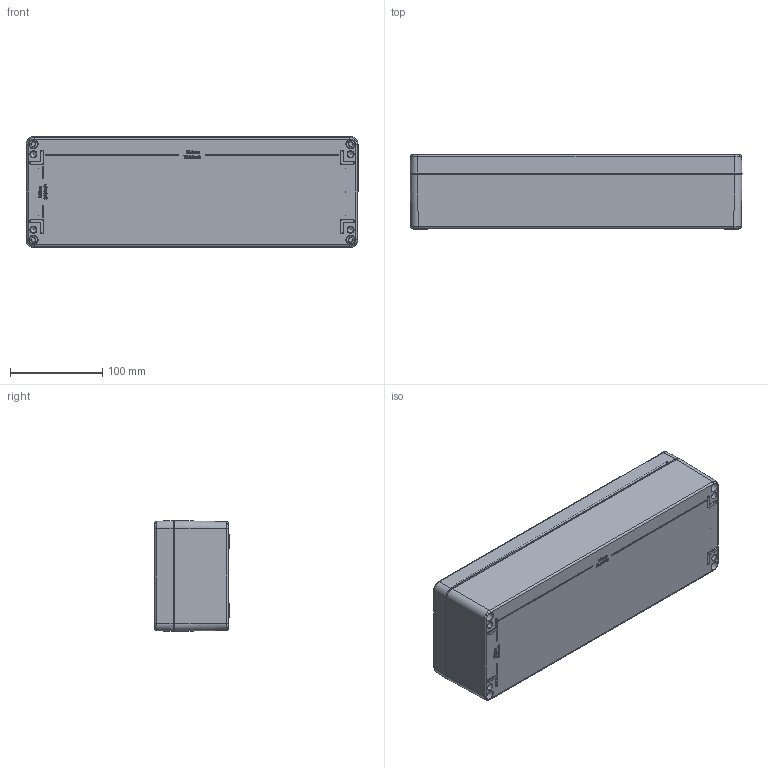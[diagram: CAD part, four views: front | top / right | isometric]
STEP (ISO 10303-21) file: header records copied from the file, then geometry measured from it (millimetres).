
FILE_DESCRIPTION(/* description */ (''),/* implementation_level */ '2;1');
FILE_NAME(/* name */ '09361208000-RST.stp',/* time_stamp */ '2021-09-06T14:51:08+02:00',/* author */ ('sl'),/* organization */ (''),/* preprocessor_version */ 'ST-DEVELOPER v16.5',/* originating_system */ 'Autodesk Inventor 2017',/* authorisation */ '');
FILE_SCHEMA (('AUTOMOTIVE_DESIGN { 1 0 10303 214 3 1 1 }'));
Products named in the file (8): Alu-Gehäuse-18-BG-0001-09_361208_000; Schraube-M6x25-10; Deckel-Alu-Gehäuse-18-BG-0002-09_361208_000; Deckel-Alu-Gehäuse-18-BT-0001-09_361208_000; Dichtlippe-Alu-Gehäuse-18-BT-0003-09_361208_000; UT-Alu-Gehäuse-18-BG-0003-09_361208_000; UT-Alu-Gehäuse-18-BG-0002-09_361208_000; Erdung-Edelstahl-Gehäuse-01-BT-0002-20101006000
Assembly tree (14 placements, depth 3):
  Alu-Gehäuse-18-BG-0001-09_361208_000
    Schraube-M6x25-10  x4
    Deckel-Alu-Gehäuse-18-BG-0002-09_361208_000
      Erdung-Edelstahl-Gehäuse-01-BT-0002-20101006000
      Deckel-Alu-Gehäuse-18-BT-0001-09_361208_000
      Dichtlippe-Alu-Gehäuse-18-BT-0003-09_361208_000
    UT-Alu-Gehäuse-18-BG-0003-09_361208_000
      UT-Alu-Gehäuse-18-BG-0002-09_361208_000
      Erdung-Edelstahl-Gehäuse-01-BT-0002-20101006000  x4
Bounding box: 360 x 81 x 120 mm (x, y, z)
Volume: 729009.2 mm3; surface area: 343741.3 mm2
Topology: 12 solids, 14 shells, 2657 faces, 6448 edges, 3531 vertices
Faces by surface type: bspline 971, cylinder 810, plane 567, sphere 175, cone 74, torus 60
Full cylindrical faces by diameter (mm): 4.7 x5, 5 x15, 5.3 x4, 6 x4, 7.078 x1, 8 x5
Entity records: 118367 total; most frequent: CARTESIAN_POINT 68005, ORIENTED_EDGE 11058, DIRECTION 9517, EDGE_CURVE 5527, AXIS2_PLACEMENT_3D 3764, VERTEX_POINT 3223, EDGE_LOOP 2660, FACE_OUTER_BOUND 2469
